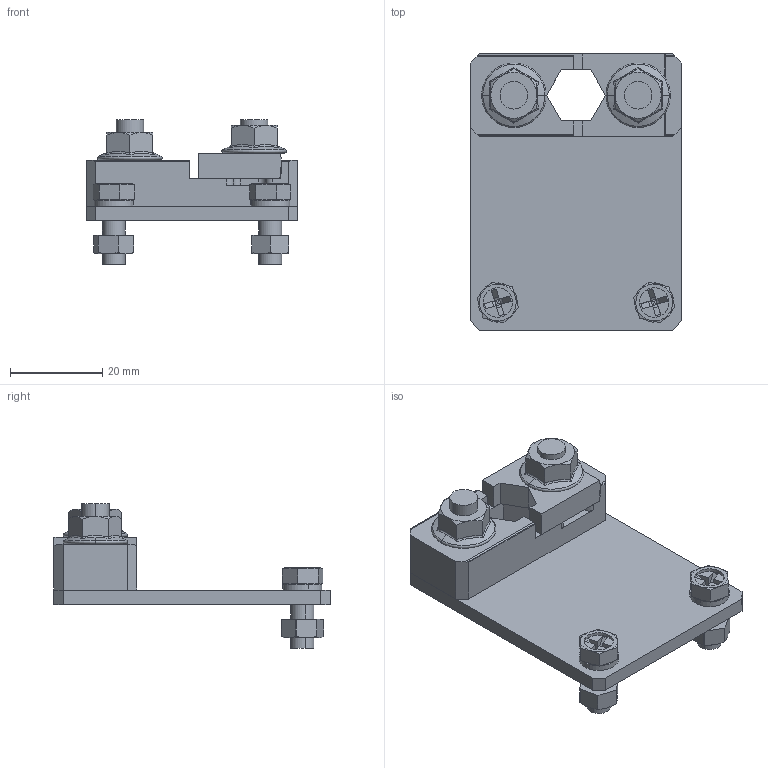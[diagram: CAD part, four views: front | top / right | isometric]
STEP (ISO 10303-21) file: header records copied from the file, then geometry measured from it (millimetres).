
FILE_DESCRIPTION (( 'STEP AP203' ), '1' );
FILE_NAME ('PR-D-30H-FU-N.STEP', '2015-02-27T08:26:31', ( '' ), ( '' ), 'SwSTEP 2.0', 'SolidWorks 2014', '' );
FILE_SCHEMA (( 'CONFIG_CONTROL_DESIGN' ));
Length unit declared in the file: millimetre
Products named in the file (7): M5六角ﾅｯﾄ; PR-D-30H-FU-N; PR-D-30H-C; PR-D-30H-FU-A-N; PR-D-30H-FU-B-N; hexagon nut with flange_jis_JIS B 1190 M6 --N; M5-14ｱｯﾌﾟｾｯﾄﾎﾞﾙﾄ
Assembly tree (9 placements, depth 2):
  PR-D-30H-FU-N
    PR-D-30H-C
    PR-D-30H-FU-A-N
    PR-D-30H-FU-B-N
    hexagon nut with flange_jis_JIS B 1190 M6 --N  x2
    M5-14ｱｯﾌﾟｾｯﾄﾎﾞﾙﾄ  x2
    M5六角ﾅｯﾄ  x2
Bounding box: 46 x 60 x 31.5 mm (x, y, z)
Volume: 18114.5 mm3; surface area: 13489.1 mm2
Topology: 9 solids, 9 shells, 331 faces, 778 edges, 472 vertices
Faces by surface type: plane 152, cylinder 85, cone 78, bspline 12, torus 4
Entity records: 7201 total; most frequent: CARTESIAN_POINT 1521, ORIENTED_EDGE 1020, DIRECTION 1002, EDGE_CURVE 510, AXIS2_PLACEMENT_3D 365, VERTEX_POINT 316, LINE 272, VECTOR 272
